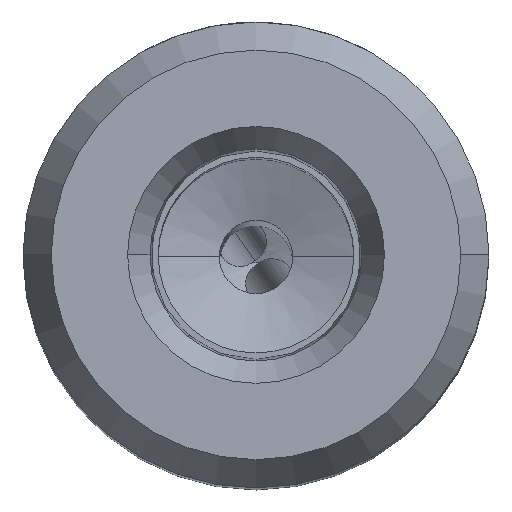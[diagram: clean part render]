
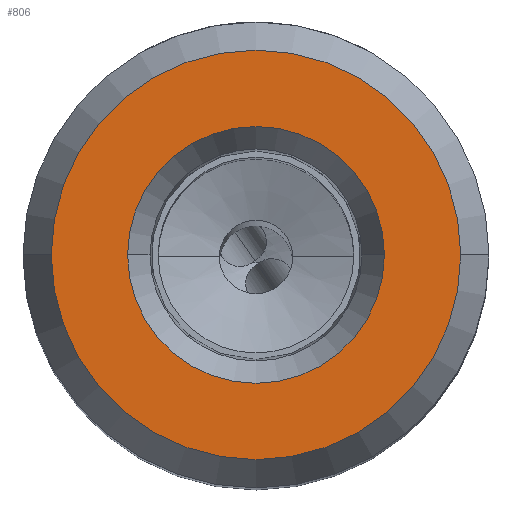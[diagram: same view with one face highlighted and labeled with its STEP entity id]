
A CAD part, top view. The second image highlights one B-rep face of the part: STEP entity #806.
In plain terms, the highlighted planar face has unit normal (0, 0, 1).
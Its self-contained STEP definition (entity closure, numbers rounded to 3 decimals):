
#101=FACE_BOUND('',#1362,.T.);
#102=FACE_BOUND('',#1363,.T.);
#139=PLANE('',#4910);
#548=CIRCLE('',#4904,5.25);
#549=CIRCLE('',#4906,5.25);
#550=CIRCLE('',#4908,8.37);
#551=CIRCLE('',#4909,8.37);
#806=ADVANCED_FACE('',(#101,#102),#139,.T.);
#1362=EDGE_LOOP('',(#2281,#2282));
#1363=EDGE_LOOP('',(#2283,#2284));
#2281=ORIENTED_EDGE('',*,*,#3913,.T.);
#2282=ORIENTED_EDGE('',*,*,#3914,.T.);
#2283=ORIENTED_EDGE('',*,*,#3915,.T.);
#2284=ORIENTED_EDGE('',*,*,#3916,.T.);
#3274=VERTEX_POINT('',#12301);
#3275=VERTEX_POINT('',#12303);
#3276=VERTEX_POINT('',#12309);
#3277=VERTEX_POINT('',#12310);
#3913=EDGE_CURVE('',#3274,#3275,#548,.T.);
#3914=EDGE_CURVE('',#3275,#3274,#549,.T.);
#3915=EDGE_CURVE('',#3276,#3277,#550,.T.);
#3916=EDGE_CURVE('',#3277,#3276,#551,.T.);
#4904=AXIS2_PLACEMENT_3D('',#12304,#5551,#5552);
#4906=AXIS2_PLACEMENT_3D('',#12306,#5555,#5556);
#4908=AXIS2_PLACEMENT_3D('',#12308,#5559,#5560);
#4909=AXIS2_PLACEMENT_3D('',#12311,#5561,#5562);
#4910=AXIS2_PLACEMENT_3D('',#12312,#5563,#5564);
#5551=DIRECTION('',(0.,0.,-1.));
#5552=DIRECTION('',(-1.,0.,0.));
#5555=DIRECTION('',(0.,0.,-1.));
#5556=DIRECTION('',(1.,0.,0.));
#5559=DIRECTION('',(0.,0.,1.));
#5560=DIRECTION('',(-1.,0.,0.));
#5561=DIRECTION('',(0.,0.,1.));
#5562=DIRECTION('',(1.,0.,0.));
#5563=DIRECTION('',(0.,0.,1.));
#5564=DIRECTION('',(-1.,0.,0.));
#12301=CARTESIAN_POINT('',(-5.25,0.,24.5));
#12303=CARTESIAN_POINT('',(5.25,0.,24.5));
#12304=CARTESIAN_POINT('',(0.,0.,24.5));
#12306=CARTESIAN_POINT('',(0.,0.,24.5));
#12308=CARTESIAN_POINT('',(0.,0.,24.5));
#12309=CARTESIAN_POINT('',(-8.37,0.,24.5));
#12310=CARTESIAN_POINT('',(8.37,0.,24.5));
#12311=CARTESIAN_POINT('',(0.,0.,24.5));
#12312=CARTESIAN_POINT('',(0.,0.,24.5));
